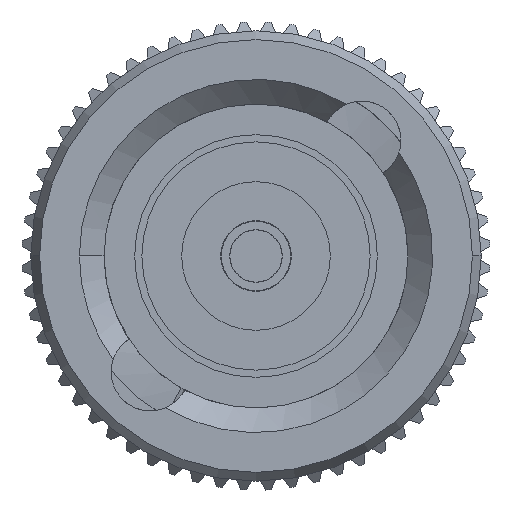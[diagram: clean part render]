
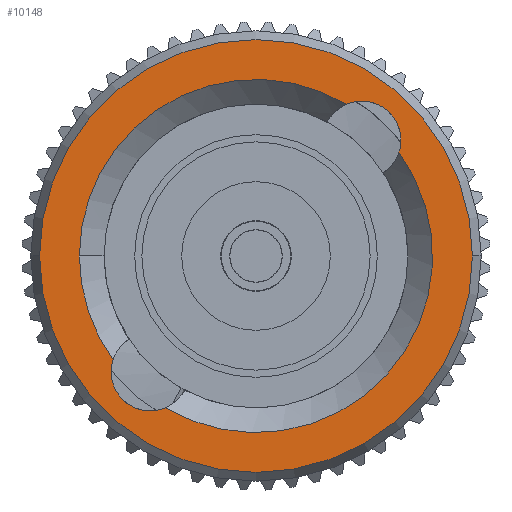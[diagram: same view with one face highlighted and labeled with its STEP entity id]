
A CAD part, left-side view. The second image highlights one B-rep face of the part: STEP entity #10148.
In plain terms, the highlighted planar face has unit normal (-1, 0, 0).
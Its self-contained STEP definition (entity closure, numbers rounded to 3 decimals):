
#259 = CARTESIAN_POINT ( 'NONE',  ( 8.604, -4.691, -2.792 ) ) ;
#533 = DIRECTION ( 'NONE',  ( 0., 0., -1. ) ) ;
#665 = CIRCLE ( 'NONE', #10392, 5.46 ) ;
#723 = DIRECTION ( 'NONE',  ( 1., 0., 0. ) ) ;
#733 = DIRECTION ( 'NONE',  ( 1., 0., 0. ) ) ;
#750 = EDGE_LOOP ( 'NONE', ( #1033, #10093, #7619, #6568, #8770, #9659 ) ) ;
#928 = AXIS2_PLACEMENT_3D ( 'NONE', #11966, #2426, #533 ) ;
#1033 = ORIENTED_EDGE ( 'NONE', *, *, #9023, .T. ) ;
#1314 = DIRECTION ( 'NONE',  ( 0., 0., -1. ) ) ;
#1818 = CARTESIAN_POINT ( 'NONE',  ( 8.604, 3.582, 3.271 ) ) ;
#2022 = CARTESIAN_POINT ( 'NONE',  ( 8.604, 0., 0. ) ) ;
#2164 = DIRECTION ( 'NONE',  ( 1., 0., 0. ) ) ;
#2219 = CARTESIAN_POINT ( 'NONE',  ( 8.604, -3.582, -3.271 ) ) ;
#2426 = DIRECTION ( 'NONE',  ( 1., 0., 0. ) ) ;
#2446 = CIRCLE ( 'NONE', #4078, 6.69 ) ;
#2667 = CIRCLE ( 'NONE', #9557, 5.46 ) ;
#2897 = AXIS2_PLACEMENT_3D ( 'NONE', #2219, #2164, #5331 ) ;
#2907 = CARTESIAN_POINT ( 'NONE',  ( 8.604, 0., -6.69 ) ) ;
#2929 = EDGE_CURVE ( 'NONE', #9544, #5610, #6966, .T. ) ;
#3573 = CARTESIAN_POINT ( 'NONE',  ( 8.604, 4.691, 2.792 ) ) ;
#3674 = EDGE_CURVE ( 'NONE', #10777, #8280, #5538, .T. ) ;
#3685 = ORIENTED_EDGE ( 'NONE', *, *, #10108, .F. ) ;
#4015 = CARTESIAN_POINT ( 'NONE',  ( 8.604, 3.205, 4.42 ) ) ;
#4078 = AXIS2_PLACEMENT_3D ( 'NONE', #2022, #10603, #4813 ) ;
#4446 = EDGE_LOOP ( 'NONE', ( #8497, #3685 ) ) ;
#4749 = FACE_BOUND ( 'NONE', #750, .T. ) ;
#4813 = DIRECTION ( 'NONE',  ( 0., 0., -1. ) ) ;
#4837 = VERTEX_POINT ( 'NONE', #5944 ) ;
#5057 = CIRCLE ( 'NONE', #6692, 5.46 ) ;
#5331 = DIRECTION ( 'NONE',  ( 0., 0., -1. ) ) ;
#5529 = AXIS2_PLACEMENT_3D ( 'NONE', #1818, #10968, #11794 ) ;
#5538 = CIRCLE ( 'NONE', #2897, 1.209 ) ;
#5597 = CARTESIAN_POINT ( 'NONE',  ( 8.604, 0., 0. ) ) ;
#5610 = VERTEX_POINT ( 'NONE', #4015 ) ;
#5767 = DIRECTION ( 'NONE',  ( 0., 0., -1. ) ) ;
#5944 = CARTESIAN_POINT ( 'NONE',  ( 8.604, 0., -6.69 ) ) ;
#6135 = CARTESIAN_POINT ( 'NONE',  ( 8.604, 0., 0. ) ) ;
#6508 = CARTESIAN_POINT ( 'NONE',  ( 8.604, 0., 0. ) ) ;
#6518 = AXIS2_PLACEMENT_3D ( 'NONE', #2907, #10530, #5767 ) ;
#6568 = ORIENTED_EDGE ( 'NONE', *, *, #9520, .T. ) ;
#6692 = AXIS2_PLACEMENT_3D ( 'NONE', #6135, #10012, #1314 ) ;
#6966 = CIRCLE ( 'NONE', #5529, 1.209 ) ;
#7290 = VERTEX_POINT ( 'NONE', #10441 ) ;
#7510 = EDGE_CURVE ( 'NONE', #4837, #7290, #10048, .T. ) ;
#7619 = ORIENTED_EDGE ( 'NONE', *, *, #3674, .T. ) ;
#7930 = AXIS2_PLACEMENT_3D ( 'NONE', #9295, #723, #8345 ) ;
#8280 = VERTEX_POINT ( 'NONE', #11397 ) ;
#8345 = DIRECTION ( 'NONE',  ( 0., 0., -1. ) ) ;
#8390 = CARTESIAN_POINT ( 'NONE',  ( 8.604, 0., 5.46 ) ) ;
#8497 = ORIENTED_EDGE ( 'NONE', *, *, #7510, .F. ) ;
#8770 = ORIENTED_EDGE ( 'NONE', *, *, #11876, .T. ) ;
#9023 = EDGE_CURVE ( 'NONE', #5610, #9963, #5057, .T. ) ;
#9254 = DIRECTION ( 'NONE',  ( 0., 0., -1. ) ) ;
#9295 = CARTESIAN_POINT ( 'NONE',  ( 8.604, -3.582, -3.271 ) ) ;
#9473 = DIRECTION ( 'NONE',  ( 0., 0., -1. ) ) ;
#9512 = FACE_OUTER_BOUND ( 'NONE', #4446, .T. ) ;
#9520 = EDGE_CURVE ( 'NONE', #8280, #10524, #11773, .T. ) ;
#9544 = VERTEX_POINT ( 'NONE', #3573 ) ;
#9557 = AXIS2_PLACEMENT_3D ( 'NONE', #5597, #10733, #9473 ) ;
#9659 = ORIENTED_EDGE ( 'NONE', *, *, #2929, .T. ) ;
#9884 = CARTESIAN_POINT ( 'NONE',  ( 8.604, -3.205, -4.42 ) ) ;
#9963 = VERTEX_POINT ( 'NONE', #8390 ) ;
#10012 = DIRECTION ( 'NONE',  ( 1., 0., 0. ) ) ;
#10048 = CIRCLE ( 'NONE', #928, 6.69 ) ;
#10093 = ORIENTED_EDGE ( 'NONE', *, *, #12414, .T. ) ;
#10108 = EDGE_CURVE ( 'NONE', #7290, #4837, #2446, .T. ) ;
#10148 = ADVANCED_FACE ( 'NONE', ( #4749, #9512 ), #11618, .F. ) ;
#10392 = AXIS2_PLACEMENT_3D ( 'NONE', #6508, #733, #9254 ) ;
#10441 = CARTESIAN_POINT ( 'NONE',  ( 8.604, 0., 6.69 ) ) ;
#10524 = VERTEX_POINT ( 'NONE', #9884 ) ;
#10530 = DIRECTION ( 'NONE',  ( 1., 0., 0. ) ) ;
#10603 = DIRECTION ( 'NONE',  ( 1., 0., 0. ) ) ;
#10733 = DIRECTION ( 'NONE',  ( 1., 0., 0. ) ) ;
#10777 = VERTEX_POINT ( 'NONE', #259 ) ;
#10968 = DIRECTION ( 'NONE',  ( 1., 0., 0. ) ) ;
#11397 = CARTESIAN_POINT ( 'NONE',  ( 8.604, -3.582, -4.48 ) ) ;
#11618 = PLANE ( 'NONE',  #6518 ) ;
#11773 = CIRCLE ( 'NONE', #7930, 1.209 ) ;
#11794 = DIRECTION ( 'NONE',  ( 0., 0., -1. ) ) ;
#11876 = EDGE_CURVE ( 'NONE', #10524, #9544, #665, .T. ) ;
#11966 = CARTESIAN_POINT ( 'NONE',  ( 8.604, 0., 0. ) ) ;
#12414 = EDGE_CURVE ( 'NONE', #9963, #10777, #2667, .T. ) ;
